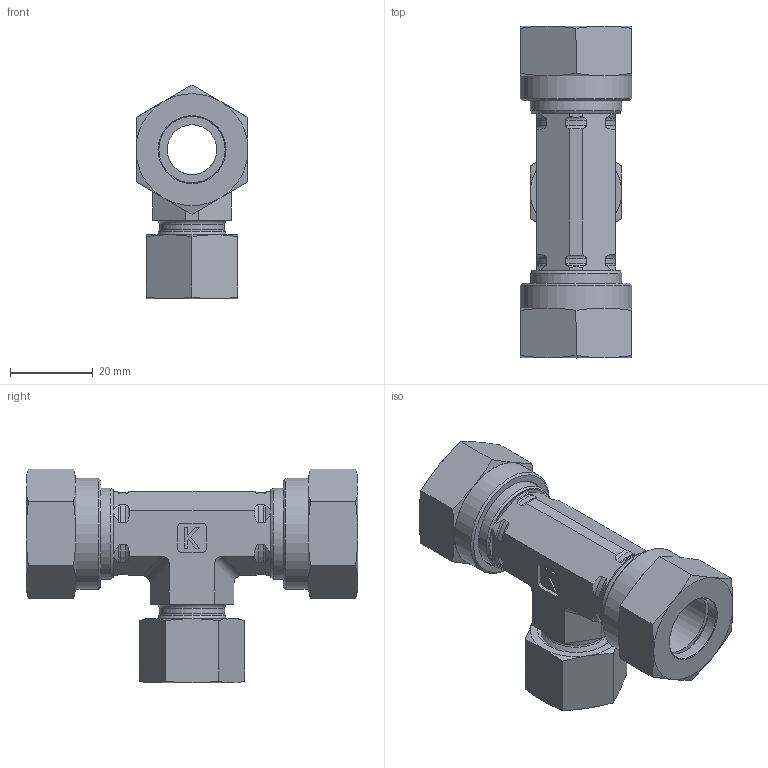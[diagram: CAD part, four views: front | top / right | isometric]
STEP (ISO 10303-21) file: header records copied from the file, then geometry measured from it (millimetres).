
FILE_DESCRIPTION((''),'2;1');
FILE_NAME('385161612.stp','2014-08-15T15:20:35',(''),('KNOMI spol. s r. o.'),'Autodesk Inventor 2012','Autodesk Inventor 2012','');
FILE_SCHEMA(('AUTOMOTIVE_DESIGN { 1 2 10303 214 0 1 1 1 }'));
Length unit declared in the file: millimetre
Products named in the file (6): TS2K Js13/12L M22/M22/M18 Tr16/12; 375 161612; 40316; 3931622; 40112; 3911218
Assembly tree (7 placements, depth 2):
  TS2K Js13/12L M22/M22/M18 Tr16/12
    375 161612
    40316  x2
    3931622  x2
    40112
    3911218
Bounding box: 27 x 80 x 51.59 mm (x, y, z)
Volume: 30389.7 mm3; surface area: 21100.8 mm2
Topology: 7 solids, 7 shells, 251 faces, 636 edges, 415 vertices
Faces by surface type: plane 94, cone 72, cylinder 48, torus 37
Full cylindrical faces by diameter (mm): 10 x1, 12 x4, 14.3 x1, 15.7 x1, 16 x7, 16.376 x1, 18 x1, 18.6 x2, 20 x2, 20.376 x2, 22 x2, 26.8 x2
Entity records: 6859 total; most frequent: CARTESIAN_POINT 1706, DIRECTION 964, ORIENTED_EDGE 964, EDGE_CURVE 482, AXIS2_PLACEMENT_3D 394, VERTEX_POINT 334, EDGE_LOOP 280, STYLED_ITEM 226
